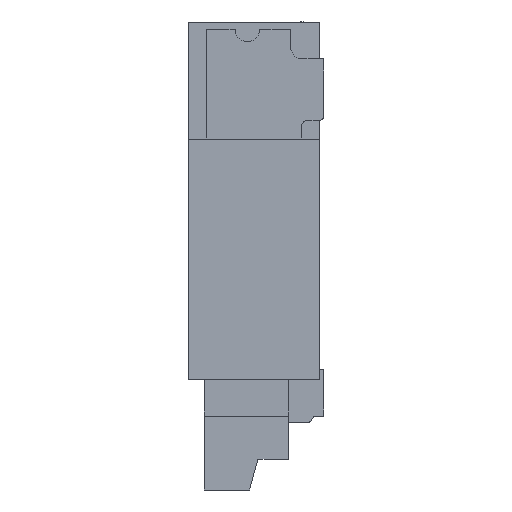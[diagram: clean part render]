
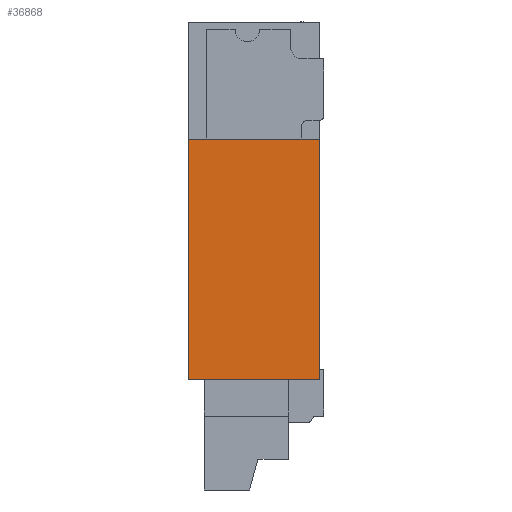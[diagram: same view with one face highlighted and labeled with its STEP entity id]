
A CAD part, left-side view. The second image highlights one B-rep face of the part: STEP entity #36868.
In plain terms, the highlighted planar face has unit normal (-1, 0, 0).
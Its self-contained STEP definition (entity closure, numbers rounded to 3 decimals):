
#1043 = EDGE_CURVE ( 'NONE', #11255, #26605, #18012, .T. ) ;
#1661 = CARTESIAN_POINT ( 'NONE',  ( -6., 0.035, 0.95 ) ) ;
#3938 = DIRECTION ( 'NONE',  ( 0., -1., 0. ) ) ;
#5595 = LINE ( 'NONE', #9218, #27207 ) ;
#7248 = VERTEX_POINT ( 'NONE', #38113 ) ;
#7408 = ORIENTED_EDGE ( 'NONE', *, *, #21239, .F. ) ;
#8607 = EDGE_CURVE ( 'NONE', #7248, #35542, #29683, .T. ) ;
#9069 = VECTOR ( 'NONE', #3938, 1000. ) ;
#9218 = CARTESIAN_POINT ( 'NONE',  ( -6., 0.035, 0.95 ) ) ;
#10216 = CARTESIAN_POINT ( 'NONE',  ( -6., 1., 0.95 ) ) ;
#10478 = DIRECTION ( 'NONE',  ( 0., -1., 0. ) ) ;
#11244 = AXIS2_PLACEMENT_3D ( 'NONE', #10216, #21392, #36213 ) ;
#11255 = VERTEX_POINT ( 'NONE', #11977 ) ;
#11661 = CARTESIAN_POINT ( 'NONE',  ( -6., 1.1, -1. ) ) ;
#11977 = CARTESIAN_POINT ( 'NONE',  ( -6., 1.1, -1. ) ) ;
#13361 = FACE_OUTER_BOUND ( 'NONE', #18294, .T. ) ;
#15553 = LINE ( 'NONE', #11661, #31746 ) ;
#18012 = LINE ( 'NONE', #36724, #37001 ) ;
#18294 = EDGE_LOOP ( 'NONE', ( #7408, #40360, #37779, #20600 ) ) ;
#20600 = ORIENTED_EDGE ( 'NONE', *, *, #1043, .T. ) ;
#21239 = EDGE_CURVE ( 'NONE', #35542, #26605, #5595, .T. ) ;
#21392 = DIRECTION ( 'NONE',  ( 1., 0., 0. ) ) ;
#22615 = DIRECTION ( 'NONE',  ( 0., 0., 1. ) ) ;
#24292 = DIRECTION ( 'NONE',  ( 0., 0., -1. ) ) ;
#26605 = VERTEX_POINT ( 'NONE', #31421 ) ;
#27207 = VECTOR ( 'NONE', #24292, 1000. ) ;
#28187 = PLANE ( 'NONE',  #11244 ) ;
#28518 = EDGE_CURVE ( 'NONE', #11255, #7248, #15553, .T. ) ;
#29683 = LINE ( 'NONE', #44523, #9069 ) ;
#31421 = CARTESIAN_POINT ( 'NONE',  ( -6., 0.035, -1. ) ) ;
#31746 = VECTOR ( 'NONE', #22615, 1000. ) ;
#35542 = VERTEX_POINT ( 'NONE', #1661 ) ;
#36213 = DIRECTION ( 'NONE',  ( 0., 0., 1. ) ) ;
#36724 = CARTESIAN_POINT ( 'NONE',  ( -6., 1., -1. ) ) ;
#36868 = ADVANCED_FACE ( 'NONE', ( #13361 ), #28187, .F. ) ;
#37001 = VECTOR ( 'NONE', #10478, 1000. ) ;
#37779 = ORIENTED_EDGE ( 'NONE', *, *, #28518, .F. ) ;
#38113 = CARTESIAN_POINT ( 'NONE',  ( -6., 1.1, 0.95 ) ) ;
#40360 = ORIENTED_EDGE ( 'NONE', *, *, #8607, .F. ) ;
#44523 = CARTESIAN_POINT ( 'NONE',  ( -6., 1., 0.95 ) ) ;
